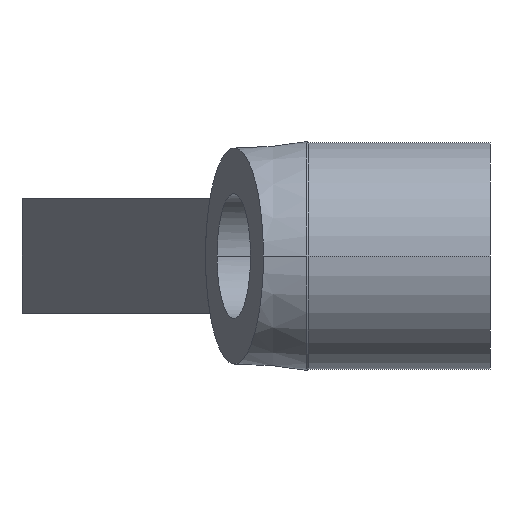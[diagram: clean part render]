
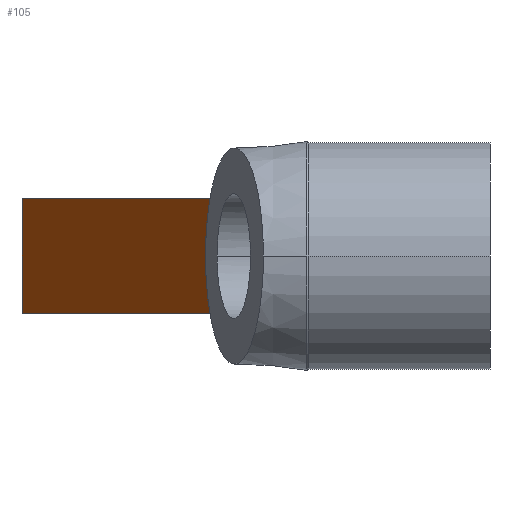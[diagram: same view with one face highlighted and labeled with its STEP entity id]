
A CAD part, left-side view. The second image highlights one B-rep face of the part: STEP entity #105.
In plain terms, the highlighted planar face has unit normal (-0.259, 0.966, 0).
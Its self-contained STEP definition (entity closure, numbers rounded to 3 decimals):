
#105 = ADVANCED_FACE( '', ( #182 ), #183, .T. );
#182 = FACE_OUTER_BOUND( '', #274, .T. );
#183 = PLANE( '', #275 );
#274 = EDGE_LOOP( '', ( #537, #538, #539, #540, #541 ) );
#275 = AXIS2_PLACEMENT_3D( '', #542, #543, #544 );
#537 = ORIENTED_EDGE( '', *, *, #758, .F. );
#538 = ORIENTED_EDGE( '', *, *, #759, .F. );
#539 = ORIENTED_EDGE( '', *, *, #760, .T. );
#540 = ORIENTED_EDGE( '', *, *, #761, .T. );
#541 = ORIENTED_EDGE( '', *, *, #669, .F. );
#542 = CARTESIAN_POINT( '', ( 76., 45., 5.5 ) );
#543 = DIRECTION( '', ( -0.259, 0.966, 0. ) );
#544 = DIRECTION( '', ( 0.966, 0.259, 0. ) );
#669 = EDGE_CURVE( '', #784, #787, #788, .T. );
#758 = EDGE_CURVE( '', #937, #784, #938, .T. );
#759 = EDGE_CURVE( '', #939, #937, #940, .T. );
#760 = EDGE_CURVE( '', #939, #941, #942, .T. );
#761 = EDGE_CURVE( '', #941, #787, #943, .T. );
#784 = VERTEX_POINT( '', #976 );
#787 = VERTEX_POINT( '', #980 );
#788 = ELLIPSE( '', #981, 10.757, 10.388 );
#937 = VERTEX_POINT( '', #1281 );
#938 = ELLIPSE( '', #1282, 10.757, 10.388 );
#939 = VERTEX_POINT( '', #1283 );
#940 = LINE( '', #1284, #1285 );
#941 = VERTEX_POINT( '', #1286 );
#942 = LINE( '', #1287, #1288 );
#943 = LINE( '', #1289, #1290 );
#976 = CARTESIAN_POINT( '', ( 10.147, 27.349, 0. ) );
#980 = CARTESIAN_POINT( '', ( 8.571, 26.927, -5.5 ) );
#981 = AXIS2_PLACEMENT_3D( '', #1357, #1358, #1359 );
#1281 = CARTESIAN_POINT( '', ( 8.571, 26.927, 5.5 ) );
#1282 = AXIS2_PLACEMENT_3D( '', #1515, #1516, #1517 );
#1283 = CARTESIAN_POINT( '', ( 76., 45., 5.5 ) );
#1284 = CARTESIAN_POINT( '', ( 76., 45., 5.5 ) );
#1285 = VECTOR( '', #1518, 1. );
#1286 = CARTESIAN_POINT( '', ( 76., 45., -5.5 ) );
#1287 = CARTESIAN_POINT( '', ( 76., 45., 5.5 ) );
#1288 = VECTOR( '', #1519, 1. );
#1289 = CARTESIAN_POINT( '', ( 76., 45., -5.5 ) );
#1290 = VECTOR( '', #1520, 1. );
#1357 = CARTESIAN_POINT( '', ( -0.244, 24.564, 0. ) );
#1358 = DIRECTION( '', ( -0.259, 0.966, 0. ) );
#1359 = DIRECTION( '', ( -0.966, -0.259, 0. ) );
#1515 = CARTESIAN_POINT( '', ( -0.244, 24.564, 0. ) );
#1516 = DIRECTION( '', ( -0.259, 0.966, 0. ) );
#1517 = DIRECTION( '', ( -0.966, -0.259, 0. ) );
#1518 = DIRECTION( '', ( -0.966, -0.259, 0. ) );
#1519 = DIRECTION( '', ( 0., 0., -1. ) );
#1520 = DIRECTION( '', ( -0.966, -0.259, 0. ) );
